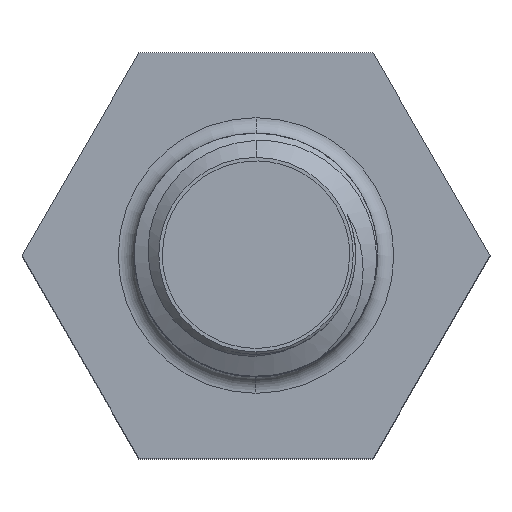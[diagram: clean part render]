
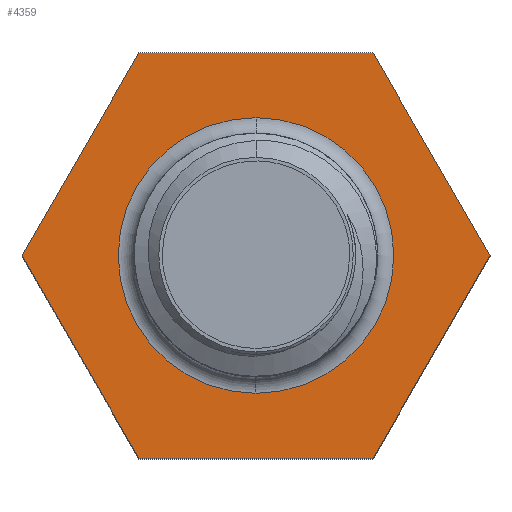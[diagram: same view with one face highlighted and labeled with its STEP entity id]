
A CAD part, top view. The second image highlights one B-rep face of the part: STEP entity #4359.
In plain terms, the highlighted planar face has unit normal (0, 0, 1).
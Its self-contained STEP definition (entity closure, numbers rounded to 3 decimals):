
#29 = VECTOR ( 'NONE', #3877, 1000. ) ;
#107 = CARTESIAN_POINT ( 'NONE',  ( -1.443, 2.5, 0. ) ) ;
#292 = EDGE_CURVE ( 'NONE', #1959, #7065, #5124, .T. ) ;
#297 = CARTESIAN_POINT ( 'NONE',  ( 1.443, -2.5, 0. ) ) ;
#312 = ORIENTED_EDGE ( 'NONE', *, *, #3982, .F. ) ;
#929 = CARTESIAN_POINT ( 'NONE',  ( -2.887, 0., 0. ) ) ;
#1031 = DIRECTION ( 'NONE',  ( 0., 0., 1. ) ) ;
#1209 = CARTESIAN_POINT ( 'NONE',  ( 2.887, 0., 0. ) ) ;
#1253 = LINE ( 'NONE', #107, #5196 ) ;
#1263 = VERTEX_POINT ( 'NONE', #4687 ) ;
#1294 = ORIENTED_EDGE ( 'NONE', *, *, #3986, .F. ) ;
#1338 = CARTESIAN_POINT ( 'NONE',  ( 0., 0., 0. ) ) ;
#1460 = CARTESIAN_POINT ( 'NONE',  ( -1.443, 2.5, 0. ) ) ;
#1595 = VERTEX_POINT ( 'NONE', #2077 ) ;
#1601 = DIRECTION ( 'NONE',  ( 0.5, -0.866, 0. ) ) ;
#1620 = AXIS2_PLACEMENT_3D ( 'NONE', #5854, #1031, #7683 ) ;
#1724 = ORIENTED_EDGE ( 'NONE', *, *, #5980, .F. ) ;
#1959 = VERTEX_POINT ( 'NONE', #3794 ) ;
#2020 = CARTESIAN_POINT ( 'NONE',  ( 0., 0., 0. ) ) ;
#2067 = ORIENTED_EDGE ( 'NONE', *, *, #2124, .F. ) ;
#2077 = CARTESIAN_POINT ( 'NONE',  ( 2.887, 0., 0. ) ) ;
#2124 = EDGE_CURVE ( 'NONE', #5914, #4549, #3051, .T. ) ;
#2400 = CARTESIAN_POINT ( 'NONE',  ( 1.443, 2.5, 0. ) ) ;
#2413 = VECTOR ( 'NONE', #3594, 1000. ) ;
#2574 = ORIENTED_EDGE ( 'NONE', *, *, #5034, .F. ) ;
#2687 = FACE_BOUND ( 'NONE', #6034, .T. ) ;
#3012 = DIRECTION ( 'NONE',  ( -1., 0., 0. ) ) ;
#3051 = LINE ( 'NONE', #4936, #4379 ) ;
#3205 = VERTEX_POINT ( 'NONE', #1460 ) ;
#3298 = CARTESIAN_POINT ( 'NONE',  ( 0., -1.7, 0. ) ) ;
#3484 = AXIS2_PLACEMENT_3D ( 'NONE', #1338, #6090, #5499 ) ;
#3594 = DIRECTION ( 'NONE',  ( -0.5, -0.866, 0. ) ) ;
#3794 = CARTESIAN_POINT ( 'NONE',  ( 0., 1.7, 0. ) ) ;
#3799 = ORIENTED_EDGE ( 'NONE', *, *, #5047, .F. ) ;
#3877 = DIRECTION ( 'NONE',  ( -0.5, 0.866, 0. ) ) ;
#3965 = EDGE_CURVE ( 'NONE', #1595, #5914, #4186, .T. ) ;
#3982 = EDGE_CURVE ( 'NONE', #4549, #1263, #6186, .T. ) ;
#3986 = EDGE_CURVE ( 'NONE', #1263, #3205, #6147, .T. ) ;
#4052 = EDGE_LOOP ( 'NONE', ( #312, #2067, #7562, #2574, #3799, #1294 ) ) ;
#4186 = LINE ( 'NONE', #1209, #2413 ) ;
#4240 = ORIENTED_EDGE ( 'NONE', *, *, #292, .F. ) ;
#4359 = ADVANCED_FACE ( 'NONE', ( #2687, #7395 ), #5082, .F. ) ;
#4379 = VECTOR ( 'NONE', #3012, 1000. ) ;
#4414 = DIRECTION ( 'NONE',  ( 0., 0., -1. ) ) ;
#4549 = VERTEX_POINT ( 'NONE', #5806 ) ;
#4687 = CARTESIAN_POINT ( 'NONE',  ( -2.887, 0., 0. ) ) ;
#4833 = VERTEX_POINT ( 'NONE', #2400 ) ;
#4936 = CARTESIAN_POINT ( 'NONE',  ( 1.443, -2.5, 0. ) ) ;
#5034 = EDGE_CURVE ( 'NONE', #4833, #1595, #5369, .T. ) ;
#5047 = EDGE_CURVE ( 'NONE', #3205, #4833, #1253, .T. ) ;
#5049 = VECTOR ( 'NONE', #7321, 1000. ) ;
#5082 = PLANE ( 'NONE',  #7050 ) ;
#5124 = CIRCLE ( 'NONE', #3484, 1.7 ) ;
#5196 = VECTOR ( 'NONE', #6587, 1000. ) ;
#5369 = LINE ( 'NONE', #6979, #5567 ) ;
#5499 = DIRECTION ( 'NONE',  ( 0., 1., 0. ) ) ;
#5567 = VECTOR ( 'NONE', #1601, 1000. ) ;
#5806 = CARTESIAN_POINT ( 'NONE',  ( -1.443, -2.5, 0. ) ) ;
#5854 = CARTESIAN_POINT ( 'NONE',  ( 0., 0., 0. ) ) ;
#5914 = VERTEX_POINT ( 'NONE', #297 ) ;
#5980 = EDGE_CURVE ( 'NONE', #7065, #1959, #7759, .T. ) ;
#6034 = EDGE_LOOP ( 'NONE', ( #4240, #1724 ) ) ;
#6090 = DIRECTION ( 'NONE',  ( 0., 0., 1. ) ) ;
#6147 = LINE ( 'NONE', #929, #5049 ) ;
#6186 = LINE ( 'NONE', #6229, #29 ) ;
#6229 = CARTESIAN_POINT ( 'NONE',  ( -1.443, -2.5, 0. ) ) ;
#6587 = DIRECTION ( 'NONE',  ( 1., 0., 0. ) ) ;
#6979 = CARTESIAN_POINT ( 'NONE',  ( 1.443, 2.5, 0. ) ) ;
#7050 = AXIS2_PLACEMENT_3D ( 'NONE', #2020, #4414, #7469 ) ;
#7065 = VERTEX_POINT ( 'NONE', #3298 ) ;
#7321 = DIRECTION ( 'NONE',  ( 0.5, 0.866, 0. ) ) ;
#7395 = FACE_OUTER_BOUND ( 'NONE', #4052, .T. ) ;
#7469 = DIRECTION ( 'NONE',  ( 0., -1., 0. ) ) ;
#7562 = ORIENTED_EDGE ( 'NONE', *, *, #3965, .F. ) ;
#7683 = DIRECTION ( 'NONE',  ( 0., -1., 0. ) ) ;
#7759 = CIRCLE ( 'NONE', #1620, 1.7 ) ;
